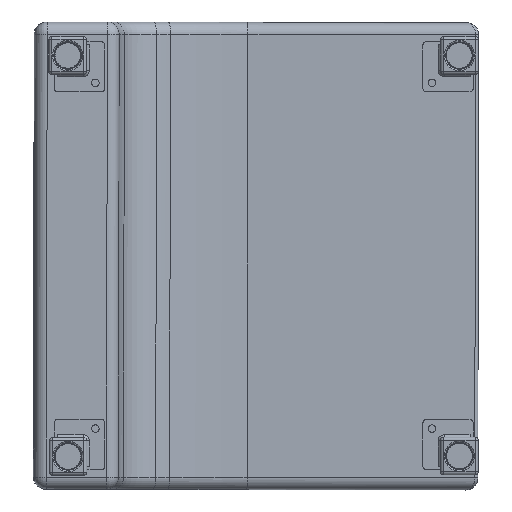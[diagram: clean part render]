
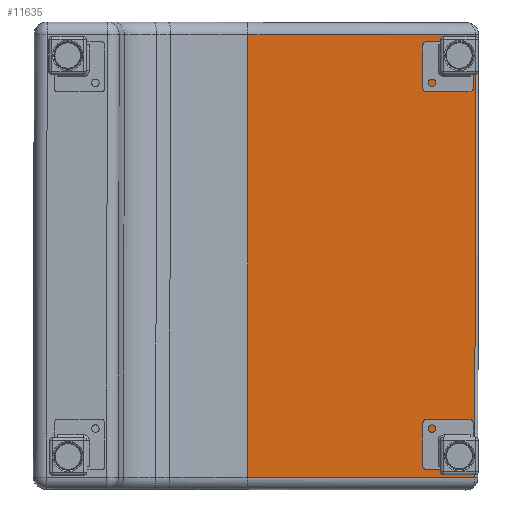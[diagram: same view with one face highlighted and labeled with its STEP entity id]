
A CAD part, front view. The second image highlights one B-rep face of the part: STEP entity #11635.
In plain terms, the highlighted face is planar.
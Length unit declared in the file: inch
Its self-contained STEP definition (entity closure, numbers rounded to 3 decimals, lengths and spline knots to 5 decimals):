
#2577=FACE_OUTER_BOUND('',#3401,.T.);
#3401=EDGE_LOOP('',(#10480,#10481,#10482,#10483));
#4082=LINE('',#28068,#4744);
#4084=LINE('',#28112,#4746);
#4085=LINE('',#28114,#4747);
#4086=LINE('',#28115,#4748);
#4744=VECTOR('',#16076,0.3937);
#4746=VECTOR('',#16086,0.3937);
#4747=VECTOR('',#16087,0.3937);
#4748=VECTOR('',#16088,0.3937);
#5633=VERTEX_POINT('',#28060);
#5636=VERTEX_POINT('',#28067);
#5639=VERTEX_POINT('',#28111);
#5640=VERTEX_POINT('',#28113);
#7253=EDGE_CURVE('',#5633,#5636,#4082,.T.);
#7258=EDGE_CURVE('',#5639,#5633,#4084,.T.);
#7259=EDGE_CURVE('',#5639,#5640,#4085,.T.);
#7260=EDGE_CURVE('',#5636,#5640,#4086,.T.);
#10480=ORIENTED_EDGE('',*,*,#7253,.F.);
#10481=ORIENTED_EDGE('',*,*,#7258,.F.);
#10482=ORIENTED_EDGE('',*,*,#7259,.T.);
#10483=ORIENTED_EDGE('',*,*,#7260,.F.);
#10890=PLANE('',#12988);
#11635=ADVANCED_FACE('',(#2577),#10890,.T.);
#12988=AXIS2_PLACEMENT_3D('',#28110,#16084,#16085);
#16076=DIRECTION('',(1.,0.,0.));
#16084=DIRECTION('center_axis',(0.,-1.,-0.003));
#16085=DIRECTION('ref_axis',(0.,0.003,-1.));
#16086=DIRECTION('',(0.,-0.003,1.));
#16087=DIRECTION('',(1.,0.,0.));
#16088=DIRECTION('',(0.,0.003,-1.));
#28060=CARTESIAN_POINT('',(0.5,-2.37467,1.51233));
#28067=CARTESIAN_POINT('',(18.75,-2.37467,1.51233));
#28068=CARTESIAN_POINT('',(0.,-2.37467,1.51233));
#28110=CARTESIAN_POINT('Origin',(0.,-2.37508,1.63773));
#28111=CARTESIAN_POINT('',(0.5,-2.34415,-7.86551));
#28112=CARTESIAN_POINT('',(0.5,-2.36092,-2.71275));
#28113=CARTESIAN_POINT('',(18.75,-2.34415,-7.86551));
#28114=CARTESIAN_POINT('',(0.,-2.34415,-7.86551));
#28115=CARTESIAN_POINT('',(18.75,-2.36092,-2.71275));
